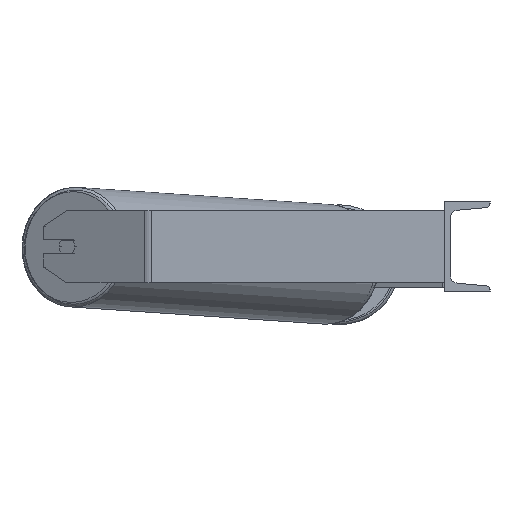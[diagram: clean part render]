
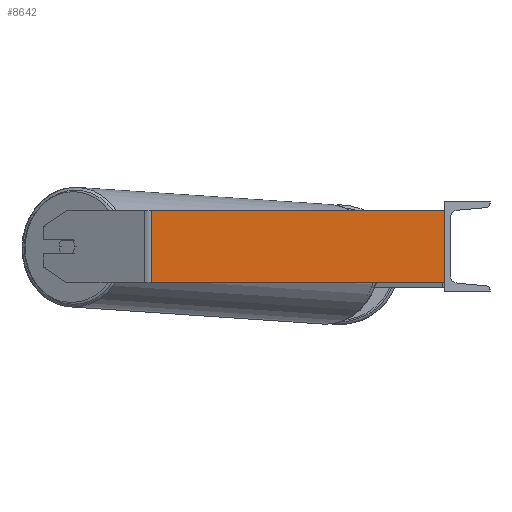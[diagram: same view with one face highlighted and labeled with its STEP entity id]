
A CAD part, left-side view. The second image highlights one B-rep face of the part: STEP entity #8642.
In plain terms, the highlighted planar face has unit normal (-1, 0, 0).
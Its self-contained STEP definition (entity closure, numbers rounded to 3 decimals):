
#72 = CARTESIAN_POINT ( 'NONE',  ( -885., 329.678, -40. ) ) ;
#197 = CARTESIAN_POINT ( 'NONE',  ( -885., 0., 40. ) ) ;
#220 = LINE ( 'NONE', #3621, #7090 ) ;
#357 = DIRECTION ( 'NONE',  ( 0., 0., -1. ) ) ;
#466 = ORIENTED_EDGE ( 'NONE', *, *, #1272, .T. ) ;
#933 = LINE ( 'NONE', #72, #1701 ) ;
#1272 = EDGE_CURVE ( 'NONE', #4478, #7116, #933, .T. ) ;
#1517 = CARTESIAN_POINT ( 'NONE',  ( -885., 329.678, 40. ) ) ;
#1553 = CARTESIAN_POINT ( 'NONE',  ( -885., 0., -40. ) ) ;
#1701 = VECTOR ( 'NONE', #2254, 1000. ) ;
#1703 = EDGE_CURVE ( 'NONE', #2126, #4612, #6381, .T. ) ;
#1963 = CARTESIAN_POINT ( 'NONE',  ( -885., 0., 40. ) ) ;
#2071 = PLANE ( 'NONE',  #4085 ) ;
#2126 = VERTEX_POINT ( 'NONE', #4626 ) ;
#2254 = DIRECTION ( 'NONE',  ( 0., -1., 0. ) ) ;
#2384 = EDGE_CURVE ( 'NONE', #2126, #4478, #220, .T. ) ;
#2433 = VECTOR ( 'NONE', #2932, 1000. ) ;
#2466 = CARTESIAN_POINT ( 'NONE',  ( -885., 325.391, -40. ) ) ;
#2839 = DIRECTION ( 'NONE',  ( 0., 0., -1. ) ) ;
#2932 = DIRECTION ( 'NONE',  ( 0., -1., 0. ) ) ;
#3410 = ORIENTED_EDGE ( 'NONE', *, *, #6048, .F. ) ;
#3621 = CARTESIAN_POINT ( 'NONE',  ( -885., 325.391, 40. ) ) ;
#4085 = AXIS2_PLACEMENT_3D ( 'NONE', #1517, #4195, #2839 ) ;
#4195 = DIRECTION ( 'NONE',  ( 1., 0., 0. ) ) ;
#4478 = VERTEX_POINT ( 'NONE', #2466 ) ;
#4612 = VERTEX_POINT ( 'NONE', #1963 ) ;
#4626 = CARTESIAN_POINT ( 'NONE',  ( -885., 325.391, 40. ) ) ;
#4633 = ORIENTED_EDGE ( 'NONE', *, *, #2384, .T. ) ;
#4786 = VECTOR ( 'NONE', #5838, 1000. ) ;
#4834 = FACE_OUTER_BOUND ( 'NONE', #4988, .T. ) ;
#4917 = CARTESIAN_POINT ( 'NONE',  ( -885., 329.678, 40. ) ) ;
#4988 = EDGE_LOOP ( 'NONE', ( #466, #3410, #8591, #4633 ) ) ;
#5838 = DIRECTION ( 'NONE',  ( 0., 0., -1. ) ) ;
#5879 = LINE ( 'NONE', #197, #4786 ) ;
#6048 = EDGE_CURVE ( 'NONE', #4612, #7116, #5879, .T. ) ;
#6381 = LINE ( 'NONE', #4917, #2433 ) ;
#7090 = VECTOR ( 'NONE', #357, 1000. ) ;
#7116 = VERTEX_POINT ( 'NONE', #1553 ) ;
#8591 = ORIENTED_EDGE ( 'NONE', *, *, #1703, .F. ) ;
#8642 = ADVANCED_FACE ( 'NONE', ( #4834 ), #2071, .F. ) ;
